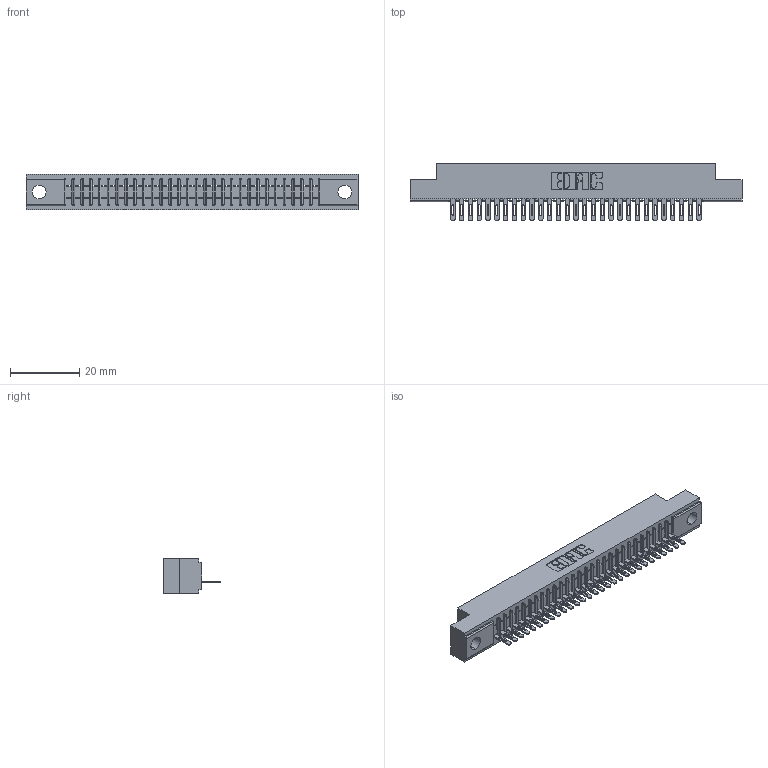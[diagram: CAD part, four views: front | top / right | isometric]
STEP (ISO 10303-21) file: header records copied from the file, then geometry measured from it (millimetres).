
FILE_DESCRIPTION (( 'STEP AP203' ), '1' );
FILE_NAME ('341-029-500-104.STEP', '2018-08-06T19:41:12', ( '' ), ( '' ), 'SwSTEP 2.0', 'SolidWorks 2016', '' );
FILE_SCHEMA (( 'CONFIG_CONTROL_DESIGN' ));
Length unit declared in the file: inch
Products named in the file (3): 341 Part_.156 (3.96) Dia Mounting Holes; 341-292-001_341-292-100; 341-029-500-104
Assembly tree (30 placements, depth 2):
  341-029-500-104
    341 Part_.156 (3.96) Dia Mounting Holes
    341-292-001_341-292-100  x29
Bounding box: 95.89 x 16.69 x 10.16 mm (x, y, z)
Volume: 6793.1 mm3; surface area: 10332.4 mm2
Topology: 30 solids, 30 shells, 2508 faces, 7225 edges, 4638 vertices
Faces by surface type: plane 1503, cylinder 889, sphere 60, torus 56
Entity records: 36326 total; most frequent: CARTESIAN_POINT 6168, ORIENTED_EDGE 6154, DIRECTION 5961, EDGE_CURVE 3077, LINE 2475, VECTOR 2475, VERTEX_POINT 1950, AXIS2_PLACEMENT_3D 1743
